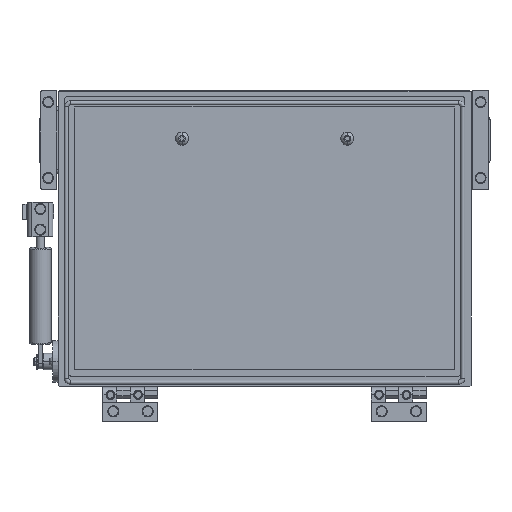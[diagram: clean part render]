
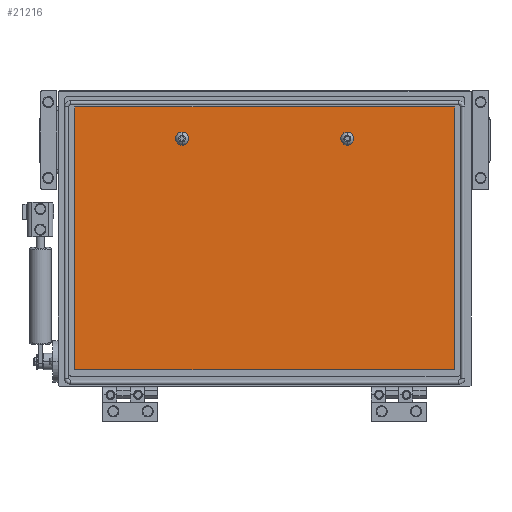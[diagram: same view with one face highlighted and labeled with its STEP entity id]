
A CAD part, front view. The second image highlights one B-rep face of the part: STEP entity #21216.
In plain terms, the highlighted planar face has unit normal (0, -1, 0).
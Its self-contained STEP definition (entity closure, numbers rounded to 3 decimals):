
#470 = DIRECTION ( 'NONE',  ( 0., -1., 0. ) ) ;
#668 = CIRCLE ( 'NONE', #26883, 2.75 ) ;
#893 = ORIENTED_EDGE ( 'NONE', *, *, #6921, .F. ) ;
#1785 = EDGE_LOOP ( 'NONE', ( #18309, #1868, #35585, #29030 ) ) ;
#1868 = ORIENTED_EDGE ( 'NONE', *, *, #18173, .T. ) ;
#1940 = PLANE ( 'NONE',  #38655 ) ;
#2163 = AXIS2_PLACEMENT_3D ( 'NONE', #13571, #34671, #27875 ) ;
#2875 = DIRECTION ( 'NONE',  ( 0., -1., 0. ) ) ;
#3798 = DIRECTION ( 'NONE',  ( -1., 0., 0. ) ) ;
#5068 = DIRECTION ( 'NONE',  ( 0., 0., -1. ) ) ;
#5921 = AXIS2_PLACEMENT_3D ( 'NONE', #19147, #40251, #22908 ) ;
#6417 = EDGE_CURVE ( 'NONE', #8355, #24796, #21633, .T. ) ;
#6664 = CIRCLE ( 'NONE', #5921, 2.75 ) ;
#6921 = EDGE_CURVE ( 'NONE', #24796, #8355, #668, .T. ) ;
#6944 = VECTOR ( 'NONE', #3798, 1000. ) ;
#7301 = CARTESIAN_POINT ( 'NONE',  ( -138., 24., 95.5 ) ) ;
#8355 = VERTEX_POINT ( 'NONE', #31414 ) ;
#9197 = CARTESIAN_POINT ( 'NONE',  ( 138., 24., 95.5 ) ) ;
#9221 = DIRECTION ( 'NONE',  ( 0., 0., -1. ) ) ;
#9458 = VERTEX_POINT ( 'NONE', #9197 ) ;
#11088 = CARTESIAN_POINT ( 'NONE',  ( -138., 24., 95.5 ) ) ;
#11935 = CARTESIAN_POINT ( 'NONE',  ( 60., 24., 69.75 ) ) ;
#13272 = CARTESIAN_POINT ( 'NONE',  ( 138., 24., 95.5 ) ) ;
#13428 = FACE_OUTER_BOUND ( 'NONE', #1785, .T. ) ;
#13571 = CARTESIAN_POINT ( 'NONE',  ( 60., 24., 72.5 ) ) ;
#13735 = DIRECTION ( 'NONE',  ( 0., 0., 1. ) ) ;
#14187 = DIRECTION ( 'NONE',  ( 0., 0., -1. ) ) ;
#15362 = VECTOR ( 'NONE', #13735, 1000. ) ;
#16383 = EDGE_LOOP ( 'NONE', ( #40817, #893 ) ) ;
#16509 = VERTEX_POINT ( 'NONE', #11088 ) ;
#16735 = AXIS2_PLACEMENT_3D ( 'NONE', #35883, #470, #22275 ) ;
#18173 = EDGE_CURVE ( 'NONE', #37578, #34911, #41321, .T. ) ;
#18309 = ORIENTED_EDGE ( 'NONE', *, *, #29364, .T. ) ;
#18311 = LINE ( 'NONE', #7301, #6944 ) ;
#19147 = CARTESIAN_POINT ( 'NONE',  ( -60., 24., 72.5 ) ) ;
#19600 = CARTESIAN_POINT ( 'NONE',  ( -138., 24., 95.5 ) ) ;
#21216 = ADVANCED_FACE ( 'NONE', ( #30557, #41568, #13428 ), #1940, .T. ) ;
#21229 = DIRECTION ( 'NONE',  ( 0., -1., 0. ) ) ;
#21633 = CIRCLE ( 'NONE', #2163, 2.75 ) ;
#22275 = DIRECTION ( 'NONE',  ( 0., 0., -1. ) ) ;
#22567 = CARTESIAN_POINT ( 'NONE',  ( -138., 24., -95.5 ) ) ;
#22572 = EDGE_CURVE ( 'NONE', #9458, #16509, #18311, .T. ) ;
#22908 = DIRECTION ( 'NONE',  ( 0., 0., -1. ) ) ;
#23529 = ORIENTED_EDGE ( 'NONE', *, *, #35984, .F. ) ;
#24349 = VERTEX_POINT ( 'NONE', #27524 ) ;
#24796 = VERTEX_POINT ( 'NONE', #11935 ) ;
#25085 = VECTOR ( 'NONE', #5068, 1000. ) ;
#25751 = EDGE_LOOP ( 'NONE', ( #23529, #44487 ) ) ;
#26883 = AXIS2_PLACEMENT_3D ( 'NONE', #39053, #21229, #14187 ) ;
#27094 = LINE ( 'NONE', #13272, #15362 ) ;
#27524 = CARTESIAN_POINT ( 'NONE',  ( -60., 24., 69.75 ) ) ;
#27730 = CARTESIAN_POINT ( 'NONE',  ( -138., 24., -95.5 ) ) ;
#27875 = DIRECTION ( 'NONE',  ( 0., 0., -1. ) ) ;
#29030 = ORIENTED_EDGE ( 'NONE', *, *, #22572, .T. ) ;
#29364 = EDGE_CURVE ( 'NONE', #16509, #37578, #33446, .T. ) ;
#29587 = EDGE_CURVE ( 'NONE', #34911, #9458, #27094, .T. ) ;
#30557 = FACE_BOUND ( 'NONE', #25751, .T. ) ;
#31414 = CARTESIAN_POINT ( 'NONE',  ( 60., 24., 75.25 ) ) ;
#33446 = LINE ( 'NONE', #19600, #25085 ) ;
#34671 = DIRECTION ( 'NONE',  ( 0., -1., 0. ) ) ;
#34911 = VERTEX_POINT ( 'NONE', #37556 ) ;
#35304 = VERTEX_POINT ( 'NONE', #36806 ) ;
#35585 = ORIENTED_EDGE ( 'NONE', *, *, #29587, .T. ) ;
#35883 = CARTESIAN_POINT ( 'NONE',  ( -60., 24., 72.5 ) ) ;
#35984 = EDGE_CURVE ( 'NONE', #35304, #24349, #36950, .T. ) ;
#36806 = CARTESIAN_POINT ( 'NONE',  ( -60., 24., 75.25 ) ) ;
#36950 = CIRCLE ( 'NONE', #16735, 2.75 ) ;
#37556 = CARTESIAN_POINT ( 'NONE',  ( 138., 24., -95.5 ) ) ;
#37578 = VERTEX_POINT ( 'NONE', #41251 ) ;
#37879 = EDGE_CURVE ( 'NONE', #24349, #35304, #6664, .T. ) ;
#38250 = VECTOR ( 'NONE', #44380, 1000. ) ;
#38655 = AXIS2_PLACEMENT_3D ( 'NONE', #27730, #2875, #9221 ) ;
#39053 = CARTESIAN_POINT ( 'NONE',  ( 60., 24., 72.5 ) ) ;
#40251 = DIRECTION ( 'NONE',  ( 0., -1., 0. ) ) ;
#40817 = ORIENTED_EDGE ( 'NONE', *, *, #6417, .F. ) ;
#41251 = CARTESIAN_POINT ( 'NONE',  ( -138., 24., -95.5 ) ) ;
#41321 = LINE ( 'NONE', #22567, #38250 ) ;
#41568 = FACE_BOUND ( 'NONE', #16383, .T. ) ;
#44380 = DIRECTION ( 'NONE',  ( 1., 0., 0. ) ) ;
#44487 = ORIENTED_EDGE ( 'NONE', *, *, #37879, .F. ) ;
